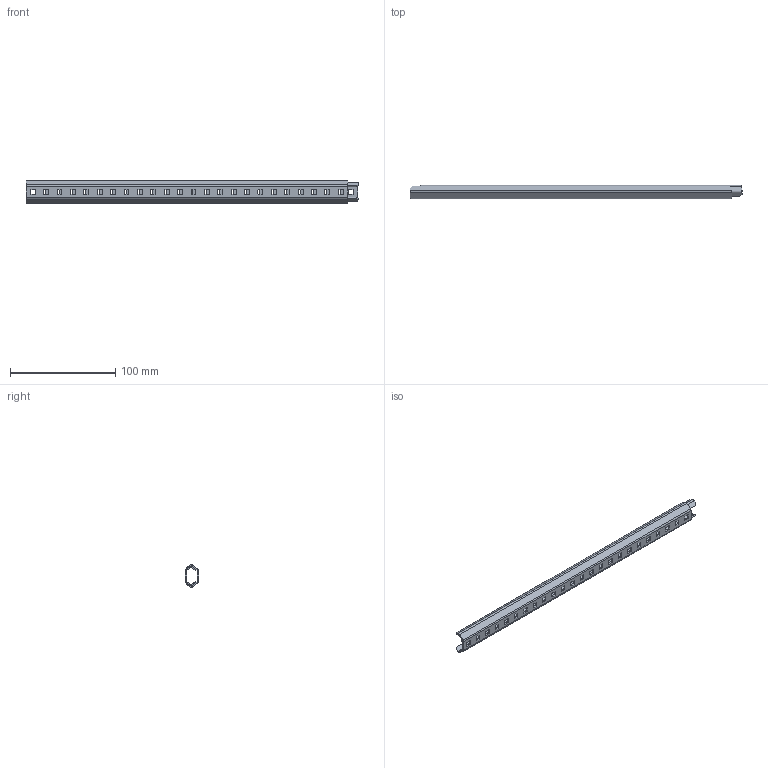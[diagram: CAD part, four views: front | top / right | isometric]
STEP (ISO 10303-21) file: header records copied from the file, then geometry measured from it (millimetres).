
FILE_DESCRIPTION(/* description */ (''),/* implementation_level */ '2;1');
FILE_NAME(/* name */ 'Linear Slide Assembly.iam.step',/* time_stamp */ '2020-04-16T23:33:31-04:00',/* author */ ('Hannah'),/* organization */ (''),/* preprocessor_version */ 'ST-DEVELOPER v17',/* originating_system */ 'Autodesk Inventor 2019',/* authorisation */ '');
FILE_SCHEMA (('AUTOMOTIVE_DESIGN { 1 0 10303 214 3 1 1 }'));
Length unit declared in the file: inch
Products named in the file (3): Linear Slide Assembly; Linear Slide-Outer; Linear Slide-Inner
Assembly tree (2 placements, depth 2):
  Linear Slide Assembly
    Linear Slide-Outer
    Linear Slide-Inner
Bounding box: 314.74 x 12.5 x 21.48 mm (x, y, z)
Volume: 24116 mm3; surface area: 43862.6 mm2
Topology: 2 solids, 2 shells, 492 faces, 1450 edges, 964 vertices
Faces by surface type: plane 284, cylinder 208
Entity records: 16553 total; most frequent: DIRECTION 2906, CARTESIAN_POINT 2861, ORIENTED_EDGE 2800, EDGE_CURVE 1400, LINE 984, VECTOR 984, AXIS2_PLACEMENT_3D 961, VERTEX_POINT 912
